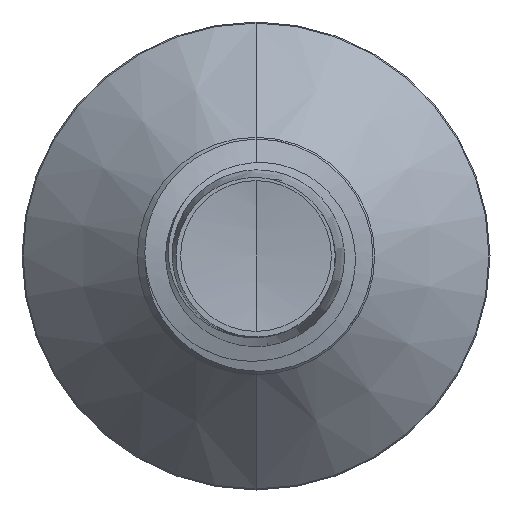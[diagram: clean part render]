
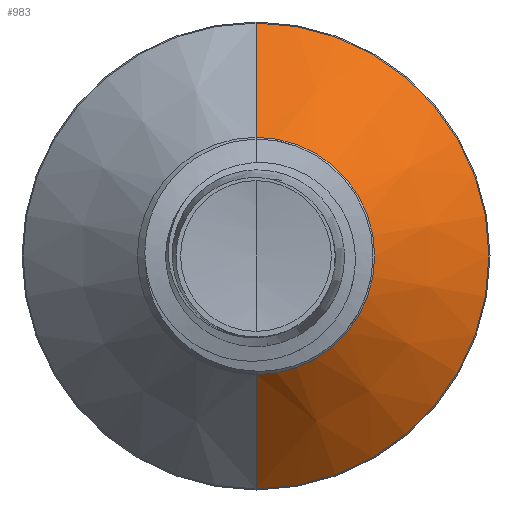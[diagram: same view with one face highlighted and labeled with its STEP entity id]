
A CAD part, front view. The second image highlights one B-rep face of the part: STEP entity #983.
In plain terms, the highlighted conical face has half-angle 45 degrees and reference radius 1.522 mm.
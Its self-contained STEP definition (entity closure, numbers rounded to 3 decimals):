
#107 = AXIS2_PLACEMENT_3D ( 'NONE', #4911, #849, #5578 ) ;
#469 = EDGE_LOOP ( 'NONE', ( #4580, #1496, #6516, #3196 ) ) ;
#645 = AXIS2_PLACEMENT_3D ( 'NONE', #3611, #8254, #4312 ) ;
#849 = DIRECTION ( 'NONE',  ( 0., 1., 0. ) ) ;
#907 = DIRECTION ( 'NONE',  ( 0., 0.707, -0.707 ) ) ;
#983 = ADVANCED_FACE ( 'NONE', ( #1948 ), #6865, .T. ) ;
#1141 = VERTEX_POINT ( 'NONE', #3531 ) ;
#1146 = AXIS2_PLACEMENT_3D ( 'NONE', #4449, #4433, #4639 ) ;
#1496 = ORIENTED_EDGE ( 'NONE', *, *, #5088, .T. ) ;
#1615 = CARTESIAN_POINT ( 'NONE',  ( 0., 2.437, -2.987 ) ) ;
#1692 = VERTEX_POINT ( 'NONE', #3275 ) ;
#1948 = FACE_OUTER_BOUND ( 'NONE', #469, .T. ) ;
#2171 = VERTEX_POINT ( 'NONE', #3207 ) ;
#2206 = CARTESIAN_POINT ( 'NONE',  ( 0., 0.972, -1.522 ) ) ;
#2358 = EDGE_CURVE ( 'NONE', #2171, #1692, #4824, .T. ) ;
#2640 = DIRECTION ( 'NONE',  ( 0., 0.707, 0.707 ) ) ;
#2741 = VECTOR ( 'NONE', #907, 1000. ) ;
#3196 = ORIENTED_EDGE ( 'NONE', *, *, #2358, .F. ) ;
#3207 = CARTESIAN_POINT ( 'NONE',  ( 0., 0.972, 1.522 ) ) ;
#3240 = VERTEX_POINT ( 'NONE', #1615 ) ;
#3275 = CARTESIAN_POINT ( 'NONE',  ( 0., 2.437, 2.987 ) ) ;
#3531 = CARTESIAN_POINT ( 'NONE',  ( 0., 0.972, -1.522 ) ) ;
#3611 = CARTESIAN_POINT ( 'NONE',  ( 0., 0.972, 0. ) ) ;
#3827 = CIRCLE ( 'NONE', #645, 1.522 ) ;
#4001 = CARTESIAN_POINT ( 'NONE',  ( 0., 0.972, 1.522 ) ) ;
#4312 = DIRECTION ( 'NONE',  ( 0., 0., 1. ) ) ;
#4433 = DIRECTION ( 'NONE',  ( 0., 1., 0. ) ) ;
#4449 = CARTESIAN_POINT ( 'NONE',  ( 0., 0.972, 0. ) ) ;
#4580 = ORIENTED_EDGE ( 'NONE', *, *, #5032, .T. ) ;
#4639 = DIRECTION ( 'NONE',  ( 0., 0., 1. ) ) ;
#4824 = LINE ( 'NONE', #4001, #6505 ) ;
#4911 = CARTESIAN_POINT ( 'NONE',  ( 0., 2.437, 0. ) ) ;
#4924 = EDGE_CURVE ( 'NONE', #1692, #3240, #5790, .T. ) ;
#5032 = EDGE_CURVE ( 'NONE', #2171, #1141, #3827, .T. ) ;
#5088 = EDGE_CURVE ( 'NONE', #1141, #3240, #6311, .T. ) ;
#5578 = DIRECTION ( 'NONE',  ( 0., 0., 1. ) ) ;
#5790 = CIRCLE ( 'NONE', #107, 2.987 ) ;
#6311 = LINE ( 'NONE', #2206, #2741 ) ;
#6505 = VECTOR ( 'NONE', #2640, 1000. ) ;
#6516 = ORIENTED_EDGE ( 'NONE', *, *, #4924, .F. ) ;
#6865 = CONICAL_SURFACE ( 'NONE', #1146, 1.522, 0.785 ) ;
#8254 = DIRECTION ( 'NONE',  ( 0., 1., 0. ) ) ;
